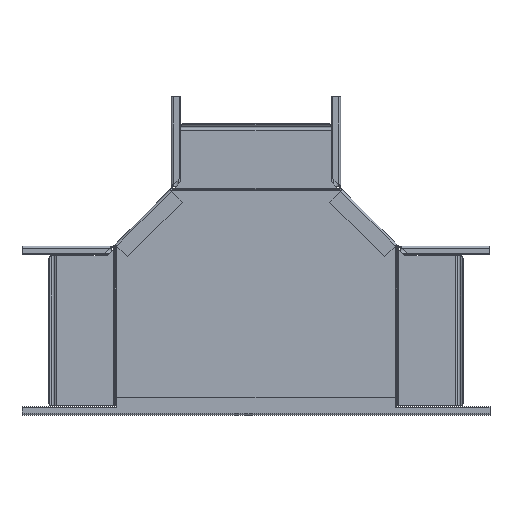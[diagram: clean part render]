
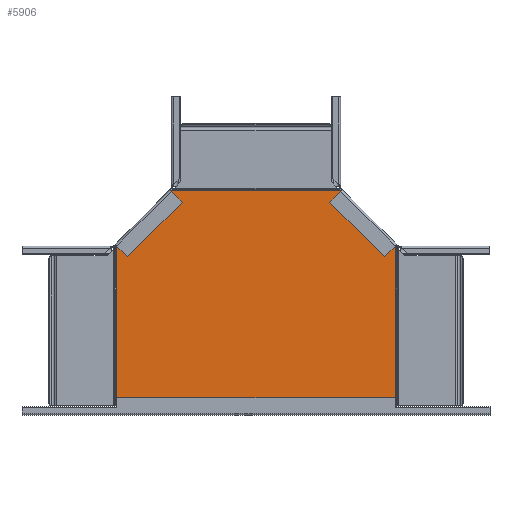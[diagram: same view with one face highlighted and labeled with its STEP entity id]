
A CAD part, front view. The second image highlights one B-rep face of the part: STEP entity #5906.
In plain terms, the highlighted planar face has unit normal (0, -1, 0).
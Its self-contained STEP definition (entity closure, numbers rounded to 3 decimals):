
#30 = CARTESIAN_POINT ( 'NONE',  ( 120.749, 0., 0. ) ) ;
#60 = CARTESIAN_POINT ( 'NONE',  ( -72.574, 0., 191.999 ) ) ;
#92 = DIRECTION ( 'NONE',  ( 0., 0., -1. ) ) ;
#262 = LINE ( 'NONE', #5183, #619 ) ;
#326 = EDGE_CURVE ( 'NONE', #1440, #4210, #5891, .T. ) ;
#447 = EDGE_CURVE ( 'NONE', #4149, #1552, #6144, .T. ) ;
#595 = CARTESIAN_POINT ( 'NONE',  ( -120.073, 0., 0. ) ) ;
#604 = VERTEX_POINT ( 'NONE', #4940 ) ;
#619 = VECTOR ( 'NONE', #6290, 1000. ) ;
#769 = ORIENTED_EDGE ( 'NONE', *, *, #2196, .F. ) ;
#791 = LINE ( 'NONE', #2663, #2812 ) ;
#858 = DIRECTION ( 'NONE',  ( 0., 0., -1. ) ) ;
#873 = FACE_OUTER_BOUND ( 'NONE', #2102, .T. ) ;
#1188 = DIRECTION ( 'NONE',  ( -1., 0., 0. ) ) ;
#1201 = LINE ( 'NONE', #30, #5426 ) ;
#1398 = ORIENTED_EDGE ( 'NONE', *, *, #5826, .F. ) ;
#1411 = CARTESIAN_POINT ( 'NONE',  ( 120.073, 0., 0. ) ) ;
#1440 = VERTEX_POINT ( 'NONE', #3459 ) ;
#1500 = DIRECTION ( 'NONE',  ( 0.707, 0., -0.707 ) ) ;
#1552 = VERTEX_POINT ( 'NONE', #4011 ) ;
#1613 = CARTESIAN_POINT ( 'NONE',  ( 120.749, 0., 143.824 ) ) ;
#1622 = VERTEX_POINT ( 'NONE', #5296 ) ;
#1661 = AXIS2_PLACEMENT_3D ( 'NONE', #4252, #3760, #5810 ) ;
#1797 = EDGE_CURVE ( 'NONE', #604, #1622, #2920, .T. ) ;
#1805 = EDGE_CURVE ( 'NONE', #4758, #5475, #5496, .T. ) ;
#1812 = CARTESIAN_POINT ( 'NONE',  ( 120.749, 0., 6.5 ) ) ;
#1816 = ORIENTED_EDGE ( 'NONE', *, *, #447, .T. ) ;
#1977 = VECTOR ( 'NONE', #4038, 1000. ) ;
#1987 = ORIENTED_EDGE ( 'NONE', *, *, #1797, .T. ) ;
#2102 = EDGE_LOOP ( 'NONE', ( #1398, #2376, #6165, #1816, #5354, #1987, #5242, #4911, #3491, #769 ) ) ;
#2141 = LINE ( 'NONE', #5735, #4665 ) ;
#2196 = EDGE_CURVE ( 'NONE', #5546, #5024, #2141, .T. ) ;
#2258 = VECTOR ( 'NONE', #1500, 1000. ) ;
#2376 = ORIENTED_EDGE ( 'NONE', *, *, #1805, .F. ) ;
#2663 = CARTESIAN_POINT ( 'NONE',  ( 120.073, 0., 0. ) ) ;
#2812 = VECTOR ( 'NONE', #4300, 1000. ) ;
#2920 = LINE ( 'NONE', #2984, #4565 ) ;
#2984 = CARTESIAN_POINT ( 'NONE',  ( -120.073, 0., 6.5 ) ) ;
#2990 = DIRECTION ( 'NONE',  ( -1., 0., 0. ) ) ;
#3116 = DIRECTION ( 'NONE',  ( -0.707, 0., -0.707 ) ) ;
#3236 = VECTOR ( 'NONE', #858, 1000. ) ;
#3459 = CARTESIAN_POINT ( 'NONE',  ( 120.073, 0., 0. ) ) ;
#3491 = ORIENTED_EDGE ( 'NONE', *, *, #5645, .F. ) ;
#3760 = DIRECTION ( 'NONE',  ( 0., 1., 0. ) ) ;
#3994 = VECTOR ( 'NONE', #3116, 1000. ) ;
#4011 = CARTESIAN_POINT ( 'NONE',  ( -120.749, 0., 143.824 ) ) ;
#4038 = DIRECTION ( 'NONE',  ( 1., 0., 0. ) ) ;
#4073 = CARTESIAN_POINT ( 'NONE',  ( -112.925, 0., 151.648 ) ) ;
#4149 = VERTEX_POINT ( 'NONE', #60 ) ;
#4210 = VERTEX_POINT ( 'NONE', #595 ) ;
#4252 = CARTESIAN_POINT ( 'NONE',  ( 0., 0., 0. ) ) ;
#4300 = DIRECTION ( 'NONE',  ( 0., 0., -1. ) ) ;
#4490 = DIRECTION ( 'NONE',  ( 1., 0., 0. ) ) ;
#4548 = CARTESIAN_POINT ( 'NONE',  ( 112.925, 0., 151.648 ) ) ;
#4565 = VECTOR ( 'NONE', #4490, 1000. ) ;
#4615 = CARTESIAN_POINT ( 'NONE',  ( 72.574, 0., 191.999 ) ) ;
#4665 = VECTOR ( 'NONE', #1188, 1000. ) ;
#4671 = CARTESIAN_POINT ( 'NONE',  ( 0., 0., 191.999 ) ) ;
#4758 = VERTEX_POINT ( 'NONE', #4615 ) ;
#4830 = PLANE ( 'NONE',  #1661 ) ;
#4911 = ORIENTED_EDGE ( 'NONE', *, *, #326, .F. ) ;
#4940 = CARTESIAN_POINT ( 'NONE',  ( -120.749, 0., 6.5 ) ) ;
#5024 = VERTEX_POINT ( 'NONE', #5456 ) ;
#5183 = CARTESIAN_POINT ( 'NONE',  ( -120.073, 0., 0. ) ) ;
#5242 = ORIENTED_EDGE ( 'NONE', *, *, #5280, .T. ) ;
#5280 = EDGE_CURVE ( 'NONE', #1622, #4210, #262, .T. ) ;
#5296 = CARTESIAN_POINT ( 'NONE',  ( -120.073, 0., 6.5 ) ) ;
#5354 = ORIENTED_EDGE ( 'NONE', *, *, #5746, .T. ) ;
#5426 = VECTOR ( 'NONE', #92, 1000. ) ;
#5456 = CARTESIAN_POINT ( 'NONE',  ( 120.073, 0., 6.5 ) ) ;
#5475 = VERTEX_POINT ( 'NONE', #1613 ) ;
#5496 = LINE ( 'NONE', #4548, #2258 ) ;
#5546 = VERTEX_POINT ( 'NONE', #1812 ) ;
#5645 = EDGE_CURVE ( 'NONE', #5024, #1440, #791, .T. ) ;
#5735 = CARTESIAN_POINT ( 'NONE',  ( 120.073, 0., 6.5 ) ) ;
#5746 = EDGE_CURVE ( 'NONE', #1552, #604, #6411, .T. ) ;
#5810 = DIRECTION ( 'NONE',  ( 0., 0., 1. ) ) ;
#5826 = EDGE_CURVE ( 'NONE', #5475, #5546, #1201, .T. ) ;
#5834 = EDGE_CURVE ( 'NONE', #4149, #4758, #6060, .T. ) ;
#5891 = LINE ( 'NONE', #1411, #5971 ) ;
#5906 = ADVANCED_FACE ( 'NONE', ( #873 ), #4830, .F. ) ;
#5971 = VECTOR ( 'NONE', #2990, 1000. ) ;
#6060 = LINE ( 'NONE', #4671, #1977 ) ;
#6144 = LINE ( 'NONE', #4073, #3994 ) ;
#6165 = ORIENTED_EDGE ( 'NONE', *, *, #5834, .F. ) ;
#6290 = DIRECTION ( 'NONE',  ( 0., 0., -1. ) ) ;
#6313 = CARTESIAN_POINT ( 'NONE',  ( -120.749, 0., 0. ) ) ;
#6411 = LINE ( 'NONE', #6313, #3236 ) ;
